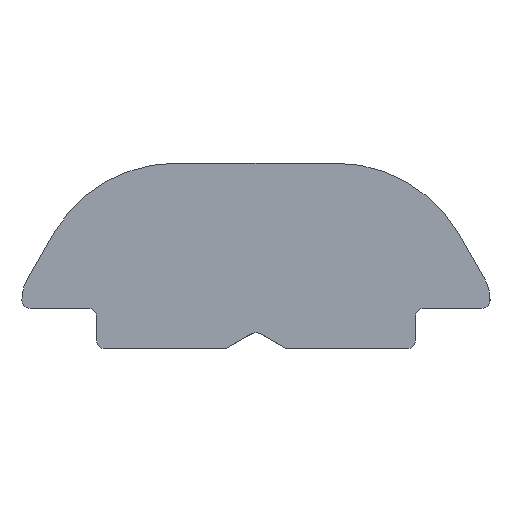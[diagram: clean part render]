
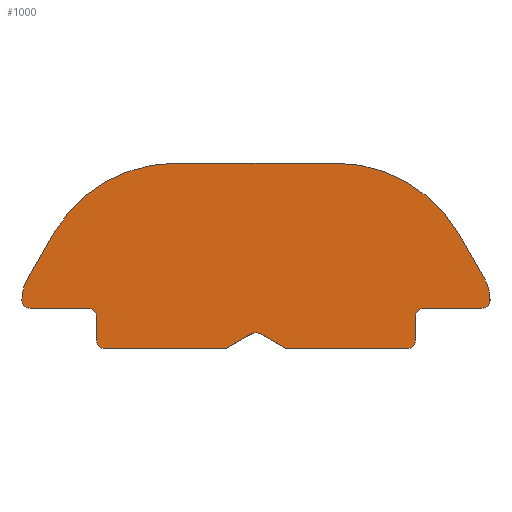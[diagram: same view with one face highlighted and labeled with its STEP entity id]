
A CAD part, left-side view. The second image highlights one B-rep face of the part: STEP entity #1000.
In plain terms, the highlighted planar face has unit normal (-1, 0, 0).
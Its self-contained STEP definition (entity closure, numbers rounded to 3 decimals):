
#40=PLANE('',#1104);
#99=FACE_OUTER_BOUND('',#153,.T.);
#153=EDGE_LOOP('',(#872,#873,#874,#875,#876,#877,#878,#879,#880,#881,#882,
#883,#884,#885,#886,#887,#888,#889,#890,#891,#892,#893,#894,#895));
#163=CIRCLE('',#1041,0.2);
#165=CIRCLE('',#1045,0.2);
#167=CIRCLE('',#1049,0.2);
#169=CIRCLE('',#1053,1.);
#171=CIRCLE('',#1057,3.5);
#175=CIRCLE('',#1063,1.);
#176=CIRCLE('',#1066,0.2);
#178=CIRCLE('',#1070,0.2);
#180=CIRCLE('',#1074,0.2);
#186=CIRCLE('',#1089,3.5);
#189=CIRCLE('',#1096,0.2);
#247=LINE('',#1785,#318);
#250=LINE('',#1795,#321);
#254=LINE('',#1807,#325);
#258=LINE('',#1819,#329);
#262=LINE('',#1831,#333);
#266=LINE('',#1843,#337);
#271=LINE('',#1860,#342);
#275=LINE('',#1872,#346);
#279=LINE('',#1884,#350);
#287=LINE('',#1915,#358);
#292=LINE('',#1997,#363);
#296=LINE('',#2057,#367);
#299=LINE('',#2752,#370);
#318=VECTOR('',#1172,1.);
#321=VECTOR('',#1183,1.);
#325=VECTOR('',#1195,1.);
#329=VECTOR('',#1207,1.);
#333=VECTOR('',#1219,1.);
#337=VECTOR('',#1231,1.);
#342=VECTOR('',#1246,1.);
#346=VECTOR('',#1258,1.);
#350=VECTOR('',#1270,1.);
#358=VECTOR('',#1292,1.);
#363=VECTOR('',#1327,1.);
#367=VECTOR('',#1337,1.);
#370=VECTOR('',#1354,10.);
#414=VERTEX_POINT('',#1782);
#415=VERTEX_POINT('',#1784);
#416=VERTEX_POINT('',#1788);
#418=VERTEX_POINT('',#1794);
#420=VERTEX_POINT('',#1800);
#422=VERTEX_POINT('',#1806);
#424=VERTEX_POINT('',#1812);
#426=VERTEX_POINT('',#1818);
#428=VERTEX_POINT('',#1824);
#430=VERTEX_POINT('',#1830);
#432=VERTEX_POINT('',#1836);
#434=VERTEX_POINT('',#1842);
#437=VERTEX_POINT('',#1850);
#440=VERTEX_POINT('',#1855);
#441=VERTEX_POINT('',#1859);
#443=VERTEX_POINT('',#1865);
#445=VERTEX_POINT('',#1871);
#447=VERTEX_POINT('',#1877);
#449=VERTEX_POINT('',#1883);
#451=VERTEX_POINT('',#1889);
#458=VERTEX_POINT('',#1913);
#463=VERTEX_POINT('',#1930);
#466=VERTEX_POINT('',#1996);
#468=VERTEX_POINT('',#2047);
#522=EDGE_CURVE('',#414,#415,#247,.T.);
#524=EDGE_CURVE('',#416,#414,#163,.T.);
#527=EDGE_CURVE('',#418,#416,#250,.T.);
#530=EDGE_CURVE('',#420,#418,#165,.T.);
#533=EDGE_CURVE('',#422,#420,#254,.T.);
#536=EDGE_CURVE('',#424,#422,#167,.T.);
#539=EDGE_CURVE('',#426,#424,#258,.T.);
#542=EDGE_CURVE('',#428,#426,#169,.T.);
#545=EDGE_CURVE('',#430,#428,#262,.T.);
#548=EDGE_CURVE('',#432,#430,#171,.T.);
#551=EDGE_CURVE('',#434,#432,#266,.T.);
#558=EDGE_CURVE('',#440,#437,#175,.T.);
#559=EDGE_CURVE('',#441,#440,#271,.T.);
#562=EDGE_CURVE('',#443,#441,#176,.T.);
#565=EDGE_CURVE('',#445,#443,#275,.T.);
#568=EDGE_CURVE('',#447,#445,#178,.T.);
#571=EDGE_CURVE('',#449,#447,#279,.T.);
#574=EDGE_CURVE('',#451,#449,#180,.T.);
#584=EDGE_CURVE('',#458,#451,#287,.T.);
#593=EDGE_CURVE('',#463,#434,#186,.T.);
#601=EDGE_CURVE('',#415,#466,#292,.T.);
#604=EDGE_CURVE('',#466,#468,#189,.T.);
#608=EDGE_CURVE('',#468,#458,#296,.T.);
#620=EDGE_CURVE('',#437,#463,#299,.T.);
#872=ORIENTED_EDGE('',*,*,#620,.F.);
#873=ORIENTED_EDGE('',*,*,#558,.F.);
#874=ORIENTED_EDGE('',*,*,#559,.F.);
#875=ORIENTED_EDGE('',*,*,#562,.F.);
#876=ORIENTED_EDGE('',*,*,#565,.F.);
#877=ORIENTED_EDGE('',*,*,#568,.F.);
#878=ORIENTED_EDGE('',*,*,#571,.F.);
#879=ORIENTED_EDGE('',*,*,#574,.F.);
#880=ORIENTED_EDGE('',*,*,#584,.F.);
#881=ORIENTED_EDGE('',*,*,#608,.F.);
#882=ORIENTED_EDGE('',*,*,#604,.F.);
#883=ORIENTED_EDGE('',*,*,#601,.F.);
#884=ORIENTED_EDGE('',*,*,#522,.F.);
#885=ORIENTED_EDGE('',*,*,#524,.F.);
#886=ORIENTED_EDGE('',*,*,#527,.F.);
#887=ORIENTED_EDGE('',*,*,#530,.F.);
#888=ORIENTED_EDGE('',*,*,#533,.F.);
#889=ORIENTED_EDGE('',*,*,#536,.F.);
#890=ORIENTED_EDGE('',*,*,#539,.F.);
#891=ORIENTED_EDGE('',*,*,#542,.F.);
#892=ORIENTED_EDGE('',*,*,#545,.F.);
#893=ORIENTED_EDGE('',*,*,#548,.F.);
#894=ORIENTED_EDGE('',*,*,#551,.F.);
#895=ORIENTED_EDGE('',*,*,#593,.F.);
#1000=ADVANCED_FACE('',(#99),#40,.T.);
#1041=AXIS2_PLACEMENT_3D('',#1789,#1176,#1177);
#1045=AXIS2_PLACEMENT_3D('',#1801,#1188,#1189);
#1049=AXIS2_PLACEMENT_3D('',#1813,#1200,#1201);
#1053=AXIS2_PLACEMENT_3D('',#1825,#1212,#1213);
#1057=AXIS2_PLACEMENT_3D('',#1837,#1224,#1225);
#1063=AXIS2_PLACEMENT_3D('',#1857,#1242,#1243);
#1066=AXIS2_PLACEMENT_3D('',#1866,#1251,#1252);
#1070=AXIS2_PLACEMENT_3D('',#1878,#1263,#1264);
#1074=AXIS2_PLACEMENT_3D('',#1890,#1275,#1276);
#1089=AXIS2_PLACEMENT_3D('',#1932,#1313,#1314);
#1096=AXIS2_PLACEMENT_3D('',#2048,#1331,#1332);
#1104=AXIS2_PLACEMENT_3D('',#2751,#1352,#1353);
#1172=DIRECTION('',(0.,1.,0.));
#1176=DIRECTION('center_axis',(1.,0.,0.));
#1177=DIRECTION('ref_axis',(0.,0.,-1.));
#1183=DIRECTION('',(0.,0.,-1.));
#1188=DIRECTION('center_axis',(-1.,0.,0.));
#1189=DIRECTION('ref_axis',(0.,0.,1.));
#1195=DIRECTION('',(0.,1.,0.));
#1200=DIRECTION('center_axis',(1.,0.,0.));
#1201=DIRECTION('ref_axis',(0.,0.,-1.));
#1207=DIRECTION('',(0.,0.,-1.));
#1212=DIRECTION('center_axis',(1.,0.,0.));
#1213=DIRECTION('ref_axis',(0.,-1.,0.));
#1219=DIRECTION('',(0.,-0.5,-0.866));
#1224=DIRECTION('center_axis',(1.,0.,0.));
#1225=DIRECTION('ref_axis',(0.,-0.866,0.5));
#1231=DIRECTION('',(0.,-1.,0.));
#1242=DIRECTION('center_axis',(1.,0.,0.));
#1243=DIRECTION('ref_axis',(0.,0.866,0.5));
#1246=DIRECTION('',(0.,0.,1.));
#1251=DIRECTION('center_axis',(1.,0.,0.));
#1252=DIRECTION('ref_axis',(0.,1.,0.));
#1258=DIRECTION('',(0.,1.,0.));
#1263=DIRECTION('center_axis',(-1.,0.,0.));
#1264=DIRECTION('ref_axis',(0.,-1.,0.));
#1270=DIRECTION('',(0.,0.,1.));
#1275=DIRECTION('center_axis',(1.,0.,0.));
#1276=DIRECTION('ref_axis',(0.,1.,0.));
#1292=DIRECTION('',(0.,1.,0.));
#1313=DIRECTION('center_axis',(1.,0.,0.));
#1314=DIRECTION('ref_axis',(0.,0.,1.));
#1327=DIRECTION('',(0.,0.866,0.5));
#1331=DIRECTION('center_axis',(-1.,0.,0.));
#1332=DIRECTION('ref_axis',(0.,-0.5,0.866));
#1337=DIRECTION('',(0.,0.866,-0.5));
#1352=DIRECTION('center_axis',(-1.,0.,0.));
#1353=DIRECTION('ref_axis',(0.,0.,-1.));
#1354=DIRECTION('',(0.,-0.5,0.866));
#1782=CARTESIAN_POINT('',(-8.,-3.75,0.));
#1784=CARTESIAN_POINT('',(-8.,-0.75,0.));
#1785=CARTESIAN_POINT('',(-8.,-3.75,0.));
#1788=CARTESIAN_POINT('',(-8.,-3.95,0.2));
#1789=CARTESIAN_POINT('Origin',(-8.,-3.75,0.2));
#1794=CARTESIAN_POINT('',(-8.,-3.95,0.8));
#1795=CARTESIAN_POINT('',(-8.,-3.95,0.8));
#1800=CARTESIAN_POINT('',(-8.,-4.15,1.));
#1801=CARTESIAN_POINT('Origin',(-8.,-4.15,0.8));
#1806=CARTESIAN_POINT('',(-8.,-5.6,1.));
#1807=CARTESIAN_POINT('',(-8.,-5.6,1.));
#1812=CARTESIAN_POINT('',(-8.,-5.8,1.2));
#1813=CARTESIAN_POINT('Origin',(-8.,-5.6,1.2));
#1818=CARTESIAN_POINT('',(-8.,-5.8,1.232));
#1819=CARTESIAN_POINT('',(-8.,-5.8,1.232));
#1824=CARTESIAN_POINT('',(-8.,-5.666,1.732));
#1825=CARTESIAN_POINT('Origin',(-8.,-4.8,1.232));
#1830=CARTESIAN_POINT('',(-8.,-5.021,2.85));
#1831=CARTESIAN_POINT('',(-8.,-5.021,2.85));
#1836=CARTESIAN_POINT('',(-8.,-1.989,4.6));
#1837=CARTESIAN_POINT('Origin',(-8.,-1.989,1.1));
#1842=CARTESIAN_POINT('',(-8.,1.989,4.6));
#1843=CARTESIAN_POINT('',(-8.,1.989,4.6));
#1850=CARTESIAN_POINT('',(-8.,5.675,1.716));
#1855=CARTESIAN_POINT('',(-8.,5.8,1.232));
#1857=CARTESIAN_POINT('Origin',(-8.,4.8,1.232));
#1859=CARTESIAN_POINT('',(-8.,5.8,1.2));
#1860=CARTESIAN_POINT('',(-8.,5.8,1.2));
#1865=CARTESIAN_POINT('',(-8.,5.6,1.));
#1866=CARTESIAN_POINT('Origin',(-8.,5.6,1.2));
#1871=CARTESIAN_POINT('',(-8.,4.15,1.));
#1872=CARTESIAN_POINT('',(-8.,4.15,1.));
#1877=CARTESIAN_POINT('',(-8.,3.95,0.8));
#1878=CARTESIAN_POINT('Origin',(-8.,4.15,0.8));
#1883=CARTESIAN_POINT('',(-8.,3.95,0.2));
#1884=CARTESIAN_POINT('',(-8.,3.95,0.2));
#1889=CARTESIAN_POINT('',(-8.,3.75,0.));
#1890=CARTESIAN_POINT('Origin',(-8.,3.75,0.2));
#1913=CARTESIAN_POINT('',(-8.,0.75,0.));
#1915=CARTESIAN_POINT('',(-8.,0.75,0.));
#1930=CARTESIAN_POINT('',(-8.,5.002,2.882));
#1932=CARTESIAN_POINT('Origin',(-8.,1.989,1.1));
#1996=CARTESIAN_POINT('',(-8.,-0.1,0.375));
#1997=CARTESIAN_POINT('',(-8.,-0.75,0.));
#2047=CARTESIAN_POINT('',(-8.,0.1,0.375));
#2048=CARTESIAN_POINT('Origin',(-8.,0.,0.202));
#2057=CARTESIAN_POINT('',(-8.,0.1,0.375));
#2751=CARTESIAN_POINT('Origin',(-8.,0.,2.094));
#2752=CARTESIAN_POINT('',(-8.,3.637,5.245));
